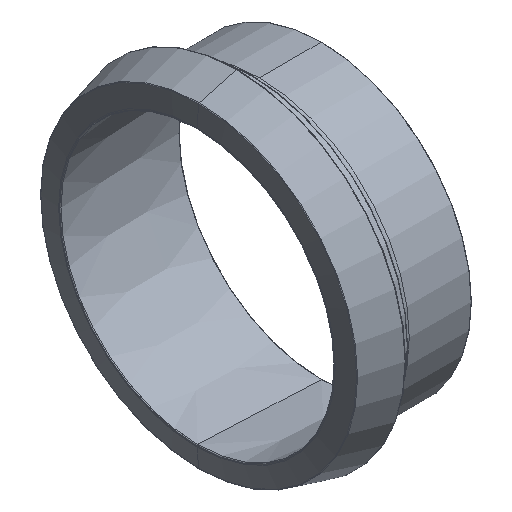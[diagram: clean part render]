
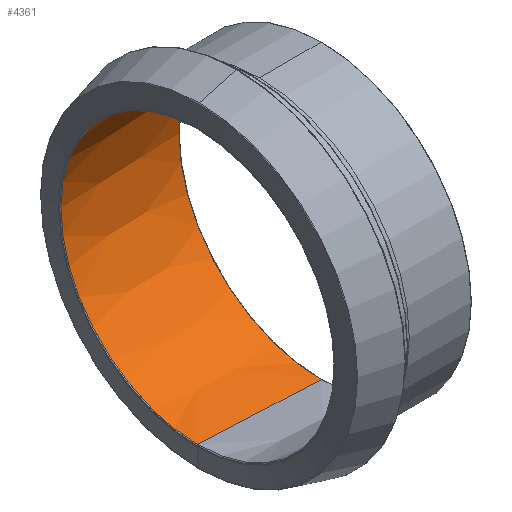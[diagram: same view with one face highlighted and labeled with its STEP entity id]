
A CAD part, isometric view. The second image highlights one B-rep face of the part: STEP entity #4361.
In plain terms, the highlighted conical face has half-angle 2.553 degrees and reference radius 40.5 mm.
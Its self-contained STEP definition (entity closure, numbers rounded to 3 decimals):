
#849 = AXIS2_PLACEMENT_3D ( 'NONE', #12058, #2969, #8535 ) ;
#2626 = DIRECTION ( 'NONE',  ( 0.999, 0., -0.045 ) ) ;
#2969 = DIRECTION ( 'NONE',  ( 1., 0., 0. ) ) ;
#3248 = CARTESIAN_POINT ( 'NONE',  ( 36.809, 0., -42.141 ) ) ;
#3645 = AXIS2_PLACEMENT_3D ( 'NONE', #8614, #12137, #8453 ) ;
#3827 = EDGE_CURVE ( 'NONE', #23429, #21818, #17109, .T. ) ;
#4361 = ADVANCED_FACE ( 'NONE', ( #9351 ), #5884, .F. ) ;
#5324 = CARTESIAN_POINT ( 'NONE',  ( 36.809, 0., 42.141 ) ) ;
#5601 = EDGE_CURVE ( 'NONE', #21308, #12066, #13904, .T. ) ;
#5884 = CONICAL_SURFACE ( 'NONE', #12699, 40.5, 0.045 ) ;
#6038 = DIRECTION ( 'NONE',  ( 1., 0., 0. ) ) ;
#6458 = CARTESIAN_POINT ( 'NONE',  ( 0.209, 0., -40.509 ) ) ;
#7000 = VECTOR ( 'NONE', #2626, 1000. ) ;
#7746 = CARTESIAN_POINT ( 'NONE',  ( 0., 0., 0. ) ) ;
#8453 = DIRECTION ( 'NONE',  ( 0., 0., 1. ) ) ;
#8535 = DIRECTION ( 'NONE',  ( 0., 0., 1. ) ) ;
#8614 = CARTESIAN_POINT ( 'NONE',  ( 0.209, 0., 0. ) ) ;
#9351 = FACE_OUTER_BOUND ( 'NONE', #15836, .T. ) ;
#11297 = ORIENTED_EDGE ( 'NONE', *, *, #15042, .T. ) ;
#12058 = CARTESIAN_POINT ( 'NONE',  ( 36.809, 0., 0. ) ) ;
#12066 = VERTEX_POINT ( 'NONE', #3248 ) ;
#12137 = DIRECTION ( 'NONE',  ( -1., 0., 0. ) ) ;
#12699 = AXIS2_PLACEMENT_3D ( 'NONE', #7746, #6038, #19053 ) ;
#13575 = DIRECTION ( 'NONE',  ( 0.999, 0., 0.045 ) ) ;
#13904 = LINE ( 'NONE', #15478, #7000 ) ;
#13997 = CIRCLE ( 'NONE', #849, 42.141 ) ;
#14057 = CARTESIAN_POINT ( 'NONE',  ( 0.209, 0., 40.509 ) ) ;
#14932 = EDGE_CURVE ( 'NONE', #23429, #21308, #18015, .T. ) ;
#15042 = EDGE_CURVE ( 'NONE', #12066, #21818, #13997, .T. ) ;
#15478 = CARTESIAN_POINT ( 'NONE',  ( 0., 0., -40.5 ) ) ;
#15652 = CARTESIAN_POINT ( 'NONE',  ( 0., 0., 40.5 ) ) ;
#15836 = EDGE_LOOP ( 'NONE', ( #23246, #17492, #17794, #11297 ) ) ;
#17109 = LINE ( 'NONE', #15652, #22285 ) ;
#17492 = ORIENTED_EDGE ( 'NONE', *, *, #14932, .T. ) ;
#17794 = ORIENTED_EDGE ( 'NONE', *, *, #5601, .T. ) ;
#18015 = CIRCLE ( 'NONE', #3645, 40.509 ) ;
#19053 = DIRECTION ( 'NONE',  ( 0., 0., -1. ) ) ;
#21308 = VERTEX_POINT ( 'NONE', #6458 ) ;
#21818 = VERTEX_POINT ( 'NONE', #5324 ) ;
#22285 = VECTOR ( 'NONE', #13575, 1000. ) ;
#23246 = ORIENTED_EDGE ( 'NONE', *, *, #3827, .F. ) ;
#23429 = VERTEX_POINT ( 'NONE', #14057 ) ;
